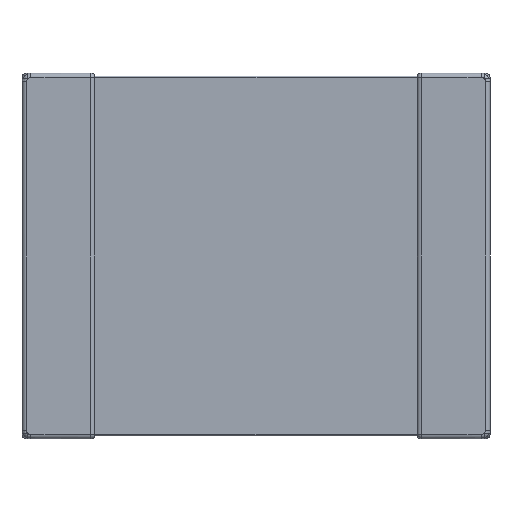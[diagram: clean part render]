
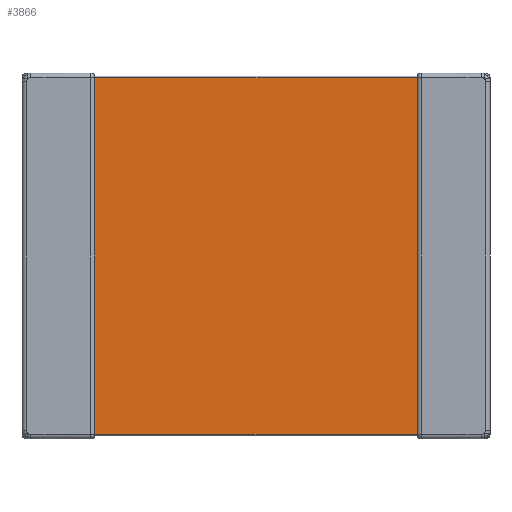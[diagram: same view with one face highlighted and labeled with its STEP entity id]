
A CAD part, front view. The second image highlights one B-rep face of the part: STEP entity #3866.
In plain terms, the highlighted planar face has unit normal (0, -1, 0).
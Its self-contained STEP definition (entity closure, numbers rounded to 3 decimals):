
#23 = ORIENTED_EDGE ( 'NONE', *, *, #885, .T. ) ;
#269 = DIRECTION ( 'NONE',  ( -1., 0., 0. ) ) ;
#293 = DIRECTION ( 'NONE',  ( 0., 1., 0. ) ) ;
#313 = CARTESIAN_POINT ( 'NONE',  ( 4.602, 0.02, -1.22 ) ) ;
#355 = CARTESIAN_POINT ( 'NONE',  ( -1.102, 0.02, -1.22 ) ) ;
#519 = EDGE_LOOP ( 'NONE', ( #3302, #23, #4482, #643 ) ) ;
#615 = LINE ( 'NONE', #1448, #3739 ) ;
#643 = ORIENTED_EDGE ( 'NONE', *, *, #4664, .T. ) ;
#755 = LINE ( 'NONE', #2518, #2860 ) ;
#786 = CARTESIAN_POINT ( 'NONE',  ( 1.102, 0.02, -1.22 ) ) ;
#885 = EDGE_CURVE ( 'NONE', #4260, #2619, #615, .T. ) ;
#894 = AXIS2_PLACEMENT_3D ( 'NONE', #2543, #293, #2919 ) ;
#1007 = DIRECTION ( 'NONE',  ( 0., 0., 1. ) ) ;
#1032 = PLANE ( 'NONE',  #894 ) ;
#1065 = DIRECTION ( 'NONE',  ( -1., 0., 0. ) ) ;
#1173 = VERTEX_POINT ( 'NONE', #3051 ) ;
#1448 = CARTESIAN_POINT ( 'NONE',  ( 1.102, 0.02, -1.22 ) ) ;
#1540 = LINE ( 'NONE', #2165, #3515 ) ;
#1763 = CARTESIAN_POINT ( 'NONE',  ( 1.102, 0.02, 1.22 ) ) ;
#1867 = VECTOR ( 'NONE', #1065, 1000. ) ;
#1996 = EDGE_CURVE ( 'NONE', #4260, #4616, #2833, .T. ) ;
#2165 = CARTESIAN_POINT ( 'NONE',  ( -1.102, 0.02, 0. ) ) ;
#2518 = CARTESIAN_POINT ( 'NONE',  ( 4.602, 0.02, 1.22 ) ) ;
#2543 = CARTESIAN_POINT ( 'NONE',  ( 4.602, 0.02, 1.22 ) ) ;
#2619 = VERTEX_POINT ( 'NONE', #1763 ) ;
#2833 = LINE ( 'NONE', #313, #1867 ) ;
#2860 = VECTOR ( 'NONE', #269, 1000. ) ;
#2919 = DIRECTION ( 'NONE',  ( 0., 0., 1. ) ) ;
#2922 = DIRECTION ( 'NONE',  ( 0., 0., -1. ) ) ;
#3051 = CARTESIAN_POINT ( 'NONE',  ( -1.102, 0.02, 1.22 ) ) ;
#3190 = EDGE_CURVE ( 'NONE', #2619, #1173, #755, .T. ) ;
#3302 = ORIENTED_EDGE ( 'NONE', *, *, #1996, .F. ) ;
#3515 = VECTOR ( 'NONE', #2922, 1000. ) ;
#3559 = FACE_OUTER_BOUND ( 'NONE', #519, .T. ) ;
#3739 = VECTOR ( 'NONE', #1007, 1000. ) ;
#3866 = ADVANCED_FACE ( 'NONE', ( #3559 ), #1032, .F. ) ;
#4260 = VERTEX_POINT ( 'NONE', #786 ) ;
#4482 = ORIENTED_EDGE ( 'NONE', *, *, #3190, .T. ) ;
#4616 = VERTEX_POINT ( 'NONE', #355 ) ;
#4664 = EDGE_CURVE ( 'NONE', #1173, #4616, #1540, .T. ) ;
